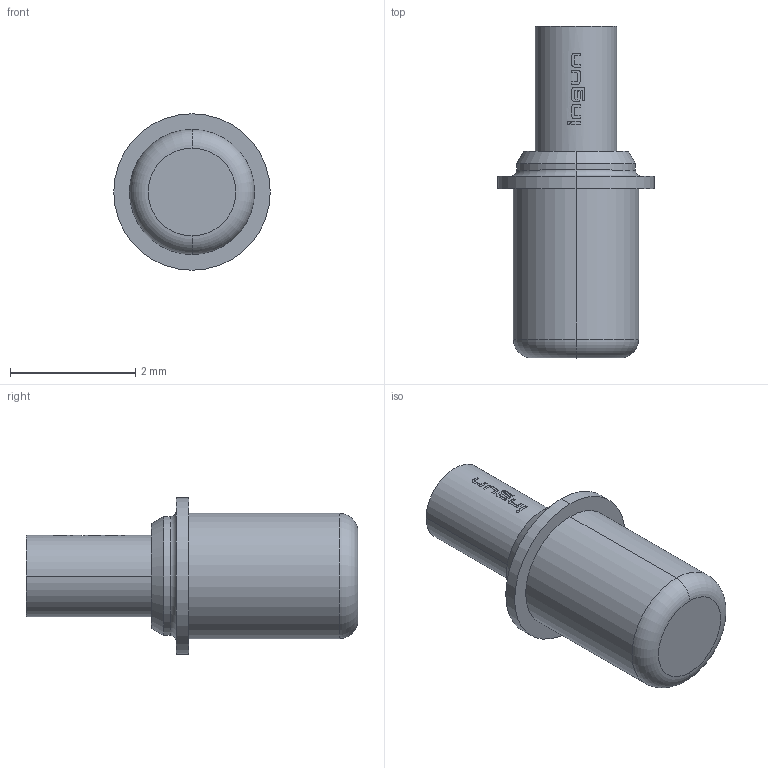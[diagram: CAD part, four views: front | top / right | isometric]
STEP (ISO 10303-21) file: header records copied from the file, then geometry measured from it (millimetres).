
FILE_DESCRIPTION (( 'STEP AP203' ), '1' );
FILE_NAME ('INGUN_GKS-967_302_130_A_xx01_G.STEP', '2021-09-14T06:22:42', ( 'ochi' ), ( '' ), 'SwSTEP 2.0', 'SolidWorks 2018', '' );
FILE_SCHEMA (( 'CONFIG_CONTROL_DESIGN' ));
Length unit declared in the file: millimetre
Products named in the file (1): INGUN_GKS-967_302_130_A_xx01_G
Bounding box: 2.5 x 5.3 x 2.5 mm (x, y, z)
Volume: 13.1 mm3; surface area: 37.3 mm2
Topology: 1 solids, 1 shells, 77 faces, 192 edges, 126 vertices
Faces by surface type: plane 34, bspline 23, cylinder 14, torus 4, cone 2
Entity records: 2713 total; most frequent: CARTESIAN_POINT 1149, ORIENTED_EDGE 384, EDGE_CURVE 192, DIRECTION 172, B_SPLINE_CURVE_WITH_KNOTS 156, VERTEX_POINT 126, EDGE_LOOP 86, AXIS2_PLACEMENT_3D 81
